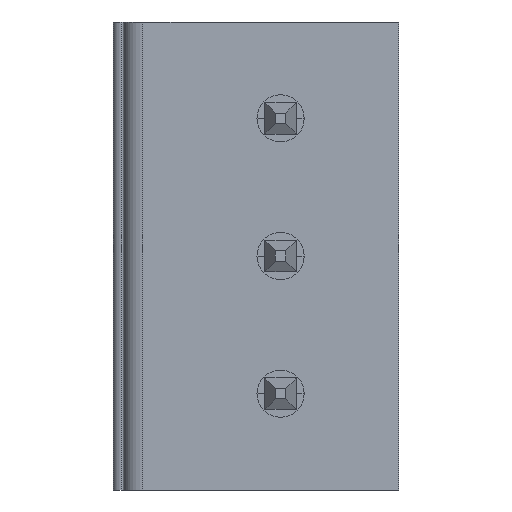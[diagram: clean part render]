
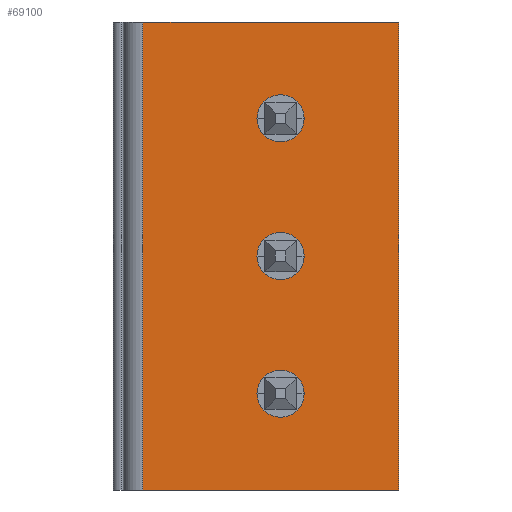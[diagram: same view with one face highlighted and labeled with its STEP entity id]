
A CAD part, front view. The second image highlights one B-rep face of the part: STEP entity #69100.
In plain terms, the highlighted face is planar.
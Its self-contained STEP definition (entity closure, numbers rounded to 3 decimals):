
#200=CARTESIAN_POINT('',(0.,0.,2.45));
#210=VERTEX_POINT('',#200);
#240=CARTESIAN_POINT('',(0.,0.,2.45));
#250=DIRECTION('',(0.,1.,0.));
#260=VECTOR('',#250,1.);
#270=LINE('',#240,#260);
#280=CARTESIAN_POINT('',(0.,6.5,2.45));
#290=VERTEX_POINT('',#280);
#300=EDGE_CURVE('',#210,#290,#270,.T.);
#2020=CARTESIAN_POINT('',(0.,2.4,-3.5));
#2030=VERTEX_POINT('',#2020);
#2080=CARTESIAN_POINT('',(0.,3.,-3.5));
#2090=DIRECTION('',(-1.,0.,0.));
#2100=DIRECTION('',(0.,-1.,0.));
#2110=AXIS2_PLACEMENT_3D('',#2080,#2090,#2100);
#2120=CIRCLE('',#2110,0.6);
#2130=CARTESIAN_POINT('',(0.,3.6,-3.5));
#2140=VERTEX_POINT('',#2130);
#2150=EDGE_CURVE('',#2140,#2030,#2120,.T.);
#10300=CARTESIAN_POINT('',(0.,2.4,0.));
#10310=VERTEX_POINT('',#10300);
#10390=CARTESIAN_POINT('',(0.,3.6,0.));
#10400=VERTEX_POINT('',#10390);
#10430=CARTESIAN_POINT('',(0.,3.,0.));
#10440=DIRECTION('',(-1.,0.,0.));
#10450=DIRECTION('',(0.,-1.,0.));
#10460=AXIS2_PLACEMENT_3D('',#10430,#10440,#10450);
#10470=CIRCLE('',#10460,0.6);
#10480=EDGE_CURVE('',#10310,#10400,#10470,.T.);
#14610=CARTESIAN_POINT('',(0.,0.,-9.45));
#14620=VERTEX_POINT('',#14610);
#14650=CARTESIAN_POINT('',(0.,0.,-3.5));
#14660=DIRECTION('',(0.,0.,-1.));
#14670=VECTOR('',#14660,1.);
#14680=LINE('',#14650,#14670);
#14690=EDGE_CURVE('',#210,#14620,#14680,.T.);
#17590=CARTESIAN_POINT('',(0.,6.5,0.));
#17600=DIRECTION('',(0.,0.,1.));
#17610=VECTOR('',#17600,1.);
#17620=LINE('',#17590,#17610);
#17630=CARTESIAN_POINT('',(0.,6.5,-9.45));
#17640=VERTEX_POINT('',#17630);
#17650=EDGE_CURVE('',#17640,#290,#17620,.T.);
#48400=CARTESIAN_POINT('',(0.,0.,-9.45));
#48410=DIRECTION('',(0.,-1.,0.));
#48420=VECTOR('',#48410,1.);
#48430=LINE('',#48400,#48420);
#48440=EDGE_CURVE('',#17640,#14620,#48430,.T.);
#66800=CARTESIAN_POINT('',(0.,3.6,-7.));
#66810=VERTEX_POINT('',#66800);
#66890=CARTESIAN_POINT('',(0.,2.4,-7.));
#66900=VERTEX_POINT('',#66890);
#66930=CARTESIAN_POINT('',(0.,3.,-7.));
#66940=DIRECTION('',(-1.,0.,0.));
#66950=DIRECTION('',(0.,-1.,0.));
#66960=AXIS2_PLACEMENT_3D('',#66930,#66940,#66950);
#66970=CIRCLE('',#66960,0.6);
#66980=EDGE_CURVE('',#66810,#66900,#66970,.T.);
#68840=CARTESIAN_POINT('',(0.,4.625,-3.5));
#68850=DIRECTION('',(-1.,0.,0.));
#68860=DIRECTION('',(0.,1.,0.));
#68870=AXIS2_PLACEMENT_3D('',#68840,#68850,#68860);
#68880=PLANE('',#68870);
#68890=EDGE_CURVE('',#2030,#2140,#2120,.T.);
#68900=ORIENTED_EDGE('',*,*,#68890,.F.);
#68910=ORIENTED_EDGE('',*,*,#2150,.F.);
#68920=EDGE_LOOP('',(#68910,#68900));
#68930=FACE_BOUND('',#68920,.T.);
#68940=EDGE_CURVE('',#10400,#10310,#10470,.T.);
#68950=ORIENTED_EDGE('',*,*,#68940,.F.);
#68960=ORIENTED_EDGE('',*,*,#10480,.F.);
#68970=EDGE_LOOP('',(#68960,#68950));
#68980=FACE_BOUND('',#68970,.T.);
#68990=EDGE_CURVE('',#66900,#66810,#66970,.T.);
#69000=ORIENTED_EDGE('',*,*,#68990,.F.);
#69010=ORIENTED_EDGE('',*,*,#66980,.F.);
#69020=EDGE_LOOP('',(#69010,#69000));
#69030=FACE_BOUND('',#69020,.T.);
#69040=ORIENTED_EDGE('',*,*,#300,.T.);
#69050=ORIENTED_EDGE('',*,*,#14690,.F.);
#69060=ORIENTED_EDGE('',*,*,#48440,.T.);
#69070=ORIENTED_EDGE('',*,*,#17650,.F.);
#69080=EDGE_LOOP('',(#69070,#69060,#69050,#69040));
#69090=FACE_OUTER_BOUND('',#69080,.T.);
#69100=ADVANCED_FACE('',(#68930,#68980,#69030,#69090),#68880,.T.);
